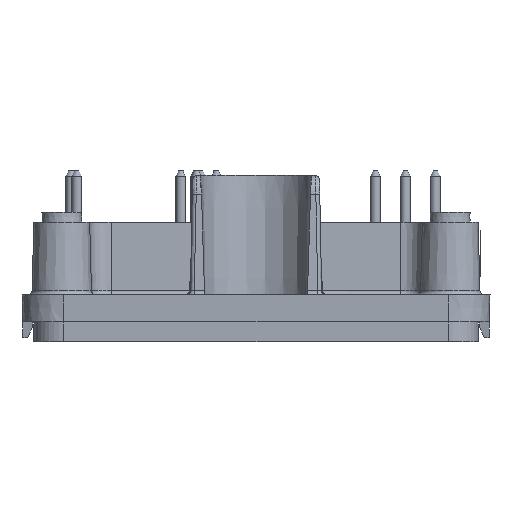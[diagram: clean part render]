
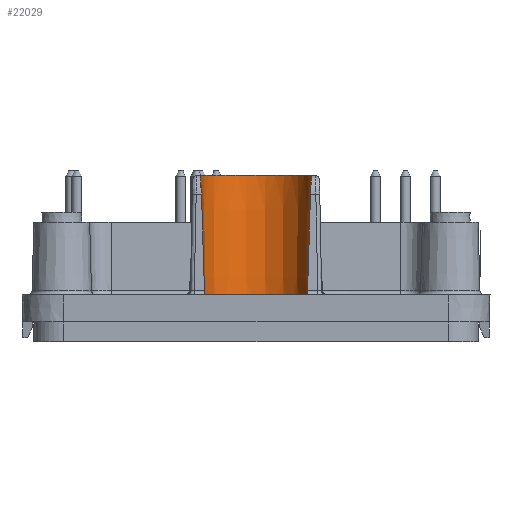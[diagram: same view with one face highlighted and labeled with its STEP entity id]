
A CAD part, left-side view. The second image highlights one B-rep face of the part: STEP entity #22029.
In plain terms, the highlighted conical face has half-angle 1 degrees and reference radius 5.538 mm.
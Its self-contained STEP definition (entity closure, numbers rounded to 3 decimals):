
#264=CONICAL_SURFACE('',#33414,5.538,0.017);
#666=CIRCLE('',#33415,5.346);
#667=CIRCLE('',#33417,5.375);
#668=CIRCLE('',#33419,5.585);
#1462=ELLIPSE('',#33416,126.261,6.231);
#1463=ELLIPSE('',#33418,126.261,6.231);
#1647=B_SPLINE_CURVE_WITH_KNOTS('',3,(#44007,#44008,#44009,#44010),
 .UNSPECIFIED.,.F.,.F.,(4,4),(0.,0.001),
 .UNSPECIFIED.);
#1648=B_SPLINE_CURVE_WITH_KNOTS('',3,(#44014,#44015,#44016,#44017),
 .UNSPECIFIED.,.F.,.F.,(4,4),(0.,0.001),.UNSPECIFIED.);
#1649=B_SPLINE_CURVE_WITH_KNOTS('',3,(#44021,#44022,#44023,#44024,#44025),
 .UNSPECIFIED.,.F.,.F.,(4,1,4),(0.,0.002,
0.003),.UNSPECIFIED.);
#1650=B_SPLINE_CURVE_WITH_KNOTS('',3,(#44029,#44030,#44031,#44032,#44033),
 .UNSPECIFIED.,.F.,.F.,(4,1,4),(0.,0.002,0.003),
 .UNSPECIFIED.);
#4179=ORIENTED_EDGE('',*,*,#10116,.F.);
#4180=ORIENTED_EDGE('',*,*,#10117,.T.);
#4181=ORIENTED_EDGE('',*,*,#10118,.T.);
#4182=ORIENTED_EDGE('',*,*,#10119,.T.);
#4183=ORIENTED_EDGE('',*,*,#10120,.T.);
#4184=ORIENTED_EDGE('',*,*,#10121,.T.);
#4185=ORIENTED_EDGE('',*,*,#10122,.T.);
#4186=ORIENTED_EDGE('',*,*,#10123,.T.);
#4187=ORIENTED_EDGE('',*,*,#10124,.T.);
#10116=EDGE_CURVE('',#13145,#13145,#666,.T.);
#10117=EDGE_CURVE('',#13146,#13147,#1462,.F.);
#10118=EDGE_CURVE('',#13147,#13148,#1647,.T.);
#10119=EDGE_CURVE('',#13148,#13149,#667,.T.);
#10120=EDGE_CURVE('',#13149,#13150,#1648,.T.);
#10121=EDGE_CURVE('',#13150,#13151,#1463,.F.);
#10122=EDGE_CURVE('',#13151,#13152,#1649,.T.);
#10123=EDGE_CURVE('',#13152,#13153,#668,.F.);
#10124=EDGE_CURVE('',#13153,#13146,#1650,.T.);
#13145=VERTEX_POINT('',#44003);
#13146=VERTEX_POINT('',#44005);
#13147=VERTEX_POINT('',#44006);
#13148=VERTEX_POINT('',#44011);
#13149=VERTEX_POINT('',#44013);
#13150=VERTEX_POINT('',#44018);
#13151=VERTEX_POINT('',#44020);
#13152=VERTEX_POINT('',#44026);
#13153=VERTEX_POINT('',#44028);
#17327=EDGE_LOOP('',(#4179));
#17328=EDGE_LOOP('',(#4180,#4181,#4182,#4183,#4184,#4185,#4186,#4187));
#19371=FACE_BOUND('',#17327,.T.);
#19372=FACE_BOUND('',#17328,.T.);
#22029=ADVANCED_FACE('',(#19371,#19372),#264,.F.);
#33414=AXIS2_PLACEMENT_3D('',#44001,#36166,#36167);
#33415=AXIS2_PLACEMENT_3D('',#44002,#36168,#36169);
#33416=AXIS2_PLACEMENT_3D('',#44004,#36170,#36171);
#33417=AXIS2_PLACEMENT_3D('',#44012,#36172,#36173);
#33418=AXIS2_PLACEMENT_3D('',#44019,#36174,#36175);
#33419=AXIS2_PLACEMENT_3D('',#44027,#36176,#36177);
#36166=DIRECTION('',(0.,0.,1.));
#36167=DIRECTION('',(-1.,0.,0.));
#36168=DIRECTION('',(0.,0.,1.));
#36169=DIRECTION('',(1.,0.,0.));
#36170=DIRECTION('',(0.999,0.,-0.052));
#36171=DIRECTION('',(0.052,0.,0.999));
#36172=DIRECTION('',(0.,0.,1.));
#36173=DIRECTION('',(-1.,0.,0.));
#36174=DIRECTION('',(0.999,0.,-0.052));
#36175=DIRECTION('',(0.052,0.,0.999));
#36176=DIRECTION('',(0.,0.,-1.));
#36177=DIRECTION('',(1.,0.,0.));
#44001=CARTESIAN_POINT('',(-46.5,0.,10.697));
#44002=CARTESIAN_POINT('',(-46.5,0.,-0.3));
#44003=CARTESIAN_POINT('',(-41.154,0.,-0.3));
#44004=CARTESIAN_POINT('',(-44.299,0.,72.017));
#44005=CARTESIAN_POINT('',(-47.47,5.466,11.505));
#44006=CARTESIAN_POINT('',(-47.98,5.174,1.779));
#44007=CARTESIAN_POINT('',(-47.98,5.174,1.779));
#44008=CARTESIAN_POINT('',(-47.991,5.167,1.569));
#44009=CARTESIAN_POINT('',(-48.183,5.11,1.4));
#44010=CARTESIAN_POINT('',(-48.38,5.036,1.4));
#44011=CARTESIAN_POINT('',(-48.38,5.036,1.4));
#44012=CARTESIAN_POINT('',(-46.5,0.,1.4));
#44013=CARTESIAN_POINT('',(-48.38,-5.036,1.4));
#44014=CARTESIAN_POINT('',(-48.38,-5.036,1.4));
#44015=CARTESIAN_POINT('',(-48.182,-5.11,1.4));
#44016=CARTESIAN_POINT('',(-47.991,-5.167,1.569));
#44017=CARTESIAN_POINT('',(-47.98,-5.174,1.779));
#44018=CARTESIAN_POINT('',(-47.98,-5.174,1.779));
#44019=CARTESIAN_POINT('',(-44.299,0.,72.017));
#44020=CARTESIAN_POINT('',(-47.47,-5.466,11.505));
#44021=CARTESIAN_POINT('',(-47.47,-5.466,11.505));
#44022=CARTESIAN_POINT('',(-47.444,-5.48,12.016));
#44023=CARTESIAN_POINT('',(-46.988,-5.597,12.995));
#44024=CARTESIAN_POINT('',(-45.977,-5.584,13.4));
#44025=CARTESIAN_POINT('',(-45.473,-5.49,13.4));
#44026=CARTESIAN_POINT('',(-45.473,-5.49,13.4));
#44027=CARTESIAN_POINT('',(-46.5,0.,13.4));
#44028=CARTESIAN_POINT('',(-45.473,5.49,13.4));
#44029=CARTESIAN_POINT('',(-45.473,5.49,13.4));
#44030=CARTESIAN_POINT('',(-45.977,5.584,13.4));
#44031=CARTESIAN_POINT('',(-46.987,5.597,12.996));
#44032=CARTESIAN_POINT('',(-47.444,5.48,12.016));
#44033=CARTESIAN_POINT('',(-47.47,5.466,11.505));
